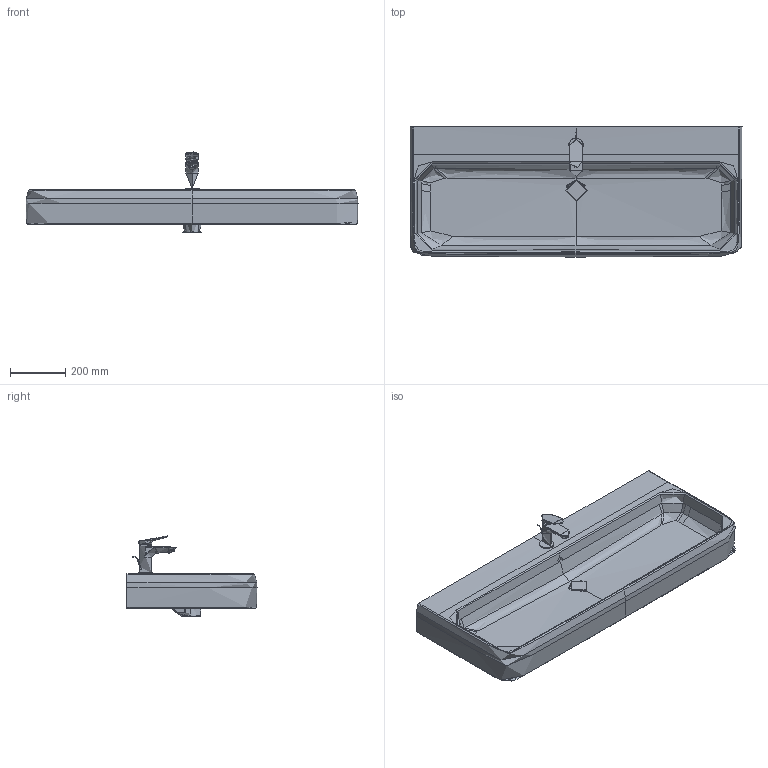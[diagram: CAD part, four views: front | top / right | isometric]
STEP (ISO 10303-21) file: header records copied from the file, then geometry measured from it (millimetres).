
FILE_DESCRIPTION(/* description */ (''),/* implementation_level */ '2;1');
FILE_NAME(/* name */ '238212_1',/* time_stamp */ '2022-12-06T08:08:07+01:00',/* author */ (''),/* organization */ (''),/* preprocessor_version */ 'ST-DEVELOPER v15',/* originating_system */ '',/* authorisation */ '');
FILE_SCHEMA (('AUTOMOTIVE_DESIGN'));
Length unit declared in the file: millimetre
Products named in the file (1): Document
Bounding box: 1199.93 x 469.96 x 289.55 mm (x, y, z)
Volume: 53504.9 mm3; surface area: 1983346.1 mm2
Topology: 6 solids, 10 shells, 727 faces, 1758 edges, 1026 vertices
Faces by surface type: bspline 636, plane 91
Entity records: 92957 total; most frequent: CARTESIAN_POINT 82582, ORIENTED_EDGE 3444, EDGE_CURVE 1733, B_SPLINE_CURVE_WITH_KNOTS 1274, VERTEX_POINT 1026, EDGE_LOOP 752, ADVANCED_FACE 727, FACE_OUTER_BOUND 727
